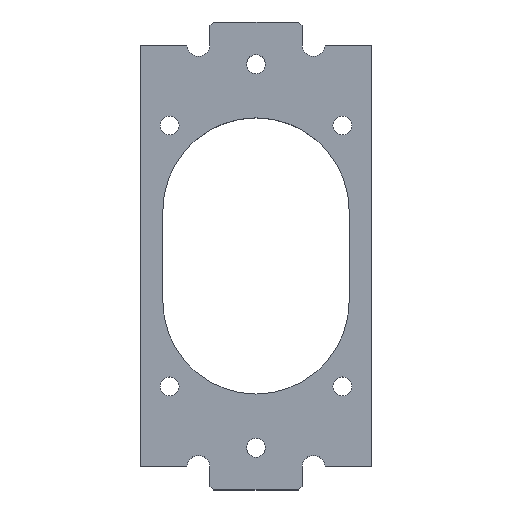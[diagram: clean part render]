
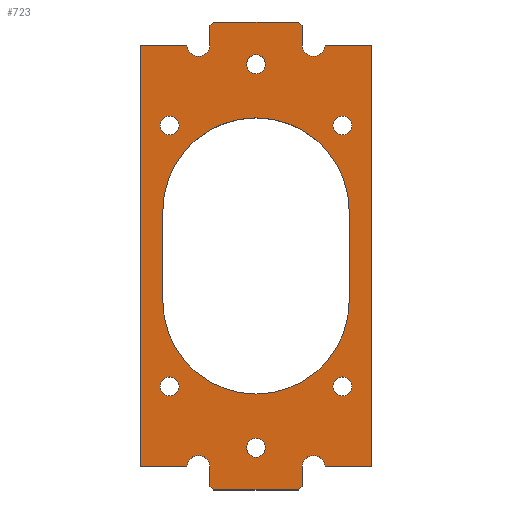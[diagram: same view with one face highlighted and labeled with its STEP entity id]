
A CAD part, top view. The second image highlights one B-rep face of the part: STEP entity #723.
In plain terms, the highlighted planar face has unit normal (0, 0, 1).
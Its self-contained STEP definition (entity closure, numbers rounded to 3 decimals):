
#15=FACE_BOUND('',#104,.T.);
#16=FACE_BOUND('',#105,.T.);
#17=FACE_BOUND('',#106,.T.);
#18=FACE_BOUND('',#107,.T.);
#19=FACE_BOUND('',#108,.T.);
#20=FACE_BOUND('',#109,.T.);
#21=FACE_BOUND('',#110,.T.);
#37=PLANE('',#790);
#63=FACE_OUTER_BOUND('',#103,.T.);
#103=EDGE_LOOP('',(#515,#516,#517,#518,#519,#520,#521,#522,#523,#524,#525,
#526,#527,#528,#529,#530,#531,#532,#533,#534));
#104=EDGE_LOOP('',(#535));
#105=EDGE_LOOP('',(#536));
#106=EDGE_LOOP('',(#537));
#107=EDGE_LOOP('',(#538));
#108=EDGE_LOOP('',(#539));
#109=EDGE_LOOP('',(#540));
#110=EDGE_LOOP('',(#541,#542,#543,#544));
#159=LINE('',#1090,#229);
#161=LINE('',#1094,#231);
#164=LINE('',#1100,#234);
#165=LINE('',#1104,#235);
#166=LINE('',#1106,#236);
#167=LINE('',#1108,#237);
#168=LINE('',#1112,#238);
#169=LINE('',#1114,#239);
#170=LINE('',#1116,#240);
#171=LINE('',#1118,#241);
#172=LINE('',#1120,#242);
#173=LINE('',#1124,#243);
#174=LINE('',#1126,#244);
#175=LINE('',#1128,#245);
#176=LINE('',#1132,#246);
#177=LINE('',#1133,#247);
#178=LINE('',#1150,#248);
#179=LINE('',#1153,#249);
#229=VECTOR('',#876,10.);
#231=VECTOR('',#880,10.);
#234=VECTOR('',#885,10.);
#235=VECTOR('',#888,10.);
#236=VECTOR('',#889,10.);
#237=VECTOR('',#890,10.);
#238=VECTOR('',#893,10.);
#239=VECTOR('',#894,10.);
#240=VECTOR('',#895,10.);
#241=VECTOR('',#896,10.);
#242=VECTOR('',#897,10.);
#243=VECTOR('',#900,10.);
#244=VECTOR('',#901,10.);
#245=VECTOR('',#902,10.);
#246=VECTOR('',#905,10.);
#247=VECTOR('',#906,10.);
#248=VECTOR('',#921,10.);
#249=VECTOR('',#924,10.);
#299=CIRCLE('',#791,1.5);
#300=CIRCLE('',#792,1.5);
#301=CIRCLE('',#793,1.5);
#302=CIRCLE('',#794,1.5);
#303=CIRCLE('',#795,1.23);
#304=CIRCLE('',#796,1.23);
#305=CIRCLE('',#797,1.23);
#306=CIRCLE('',#798,1.23);
#307=CIRCLE('',#799,1.23);
#308=CIRCLE('',#800,1.23);
#309=CIRCLE('',#801,12.15);
#310=CIRCLE('',#802,12.15);
#333=VERTEX_POINT('',#1087);
#334=VERTEX_POINT('',#1089);
#335=VERTEX_POINT('',#1093);
#337=VERTEX_POINT('',#1099);
#338=VERTEX_POINT('',#1101);
#339=VERTEX_POINT('',#1103);
#340=VERTEX_POINT('',#1105);
#341=VERTEX_POINT('',#1107);
#342=VERTEX_POINT('',#1109);
#343=VERTEX_POINT('',#1111);
#344=VERTEX_POINT('',#1113);
#345=VERTEX_POINT('',#1115);
#346=VERTEX_POINT('',#1117);
#347=VERTEX_POINT('',#1119);
#348=VERTEX_POINT('',#1121);
#349=VERTEX_POINT('',#1123);
#350=VERTEX_POINT('',#1125);
#351=VERTEX_POINT('',#1127);
#352=VERTEX_POINT('',#1129);
#353=VERTEX_POINT('',#1131);
#354=VERTEX_POINT('',#1134);
#355=VERTEX_POINT('',#1136);
#356=VERTEX_POINT('',#1138);
#357=VERTEX_POINT('',#1140);
#358=VERTEX_POINT('',#1142);
#359=VERTEX_POINT('',#1144);
#360=VERTEX_POINT('',#1146);
#361=VERTEX_POINT('',#1147);
#362=VERTEX_POINT('',#1149);
#363=VERTEX_POINT('',#1151);
#403=EDGE_CURVE('',#333,#334,#159,.T.);
#405=EDGE_CURVE('',#335,#334,#161,.T.);
#408=EDGE_CURVE('',#333,#337,#164,.T.);
#409=EDGE_CURVE('',#337,#338,#299,.T.);
#410=EDGE_CURVE('',#338,#339,#165,.T.);
#411=EDGE_CURVE('',#339,#340,#166,.T.);
#412=EDGE_CURVE('',#340,#341,#167,.T.);
#413=EDGE_CURVE('',#341,#342,#300,.T.);
#414=EDGE_CURVE('',#342,#343,#168,.T.);
#415=EDGE_CURVE('',#344,#343,#169,.T.);
#416=EDGE_CURVE('',#344,#345,#170,.T.);
#417=EDGE_CURVE('',#346,#345,#171,.T.);
#418=EDGE_CURVE('',#346,#347,#172,.T.);
#419=EDGE_CURVE('',#347,#348,#301,.T.);
#420=EDGE_CURVE('',#348,#349,#173,.T.);
#421=EDGE_CURVE('',#349,#350,#174,.T.);
#422=EDGE_CURVE('',#350,#351,#175,.T.);
#423=EDGE_CURVE('',#351,#352,#302,.T.);
#424=EDGE_CURVE('',#352,#353,#176,.T.);
#425=EDGE_CURVE('',#335,#353,#177,.T.);
#426=EDGE_CURVE('',#354,#354,#303,.T.);
#427=EDGE_CURVE('',#355,#355,#304,.T.);
#428=EDGE_CURVE('',#356,#356,#305,.T.);
#429=EDGE_CURVE('',#357,#357,#306,.T.);
#430=EDGE_CURVE('',#358,#358,#307,.T.);
#431=EDGE_CURVE('',#359,#359,#308,.T.);
#432=EDGE_CURVE('',#360,#361,#309,.T.);
#433=EDGE_CURVE('',#361,#362,#178,.T.);
#434=EDGE_CURVE('',#362,#363,#310,.T.);
#435=EDGE_CURVE('',#363,#360,#179,.T.);
#515=ORIENTED_EDGE('',*,*,#403,.F.);
#516=ORIENTED_EDGE('',*,*,#408,.T.);
#517=ORIENTED_EDGE('',*,*,#409,.T.);
#518=ORIENTED_EDGE('',*,*,#410,.T.);
#519=ORIENTED_EDGE('',*,*,#411,.T.);
#520=ORIENTED_EDGE('',*,*,#412,.T.);
#521=ORIENTED_EDGE('',*,*,#413,.T.);
#522=ORIENTED_EDGE('',*,*,#414,.T.);
#523=ORIENTED_EDGE('',*,*,#415,.F.);
#524=ORIENTED_EDGE('',*,*,#416,.T.);
#525=ORIENTED_EDGE('',*,*,#417,.F.);
#526=ORIENTED_EDGE('',*,*,#418,.T.);
#527=ORIENTED_EDGE('',*,*,#419,.T.);
#528=ORIENTED_EDGE('',*,*,#420,.T.);
#529=ORIENTED_EDGE('',*,*,#421,.T.);
#530=ORIENTED_EDGE('',*,*,#422,.T.);
#531=ORIENTED_EDGE('',*,*,#423,.T.);
#532=ORIENTED_EDGE('',*,*,#424,.T.);
#533=ORIENTED_EDGE('',*,*,#425,.F.);
#534=ORIENTED_EDGE('',*,*,#405,.T.);
#535=ORIENTED_EDGE('',*,*,#426,.T.);
#536=ORIENTED_EDGE('',*,*,#427,.T.);
#537=ORIENTED_EDGE('',*,*,#428,.T.);
#538=ORIENTED_EDGE('',*,*,#429,.T.);
#539=ORIENTED_EDGE('',*,*,#430,.T.);
#540=ORIENTED_EDGE('',*,*,#431,.T.);
#541=ORIENTED_EDGE('',*,*,#432,.T.);
#542=ORIENTED_EDGE('',*,*,#433,.T.);
#543=ORIENTED_EDGE('',*,*,#434,.T.);
#544=ORIENTED_EDGE('',*,*,#435,.T.);
#723=ADVANCED_FACE('',(#63,#15,#16,#17,#18,#19,#20,#21),#37,.T.);
#790=AXIS2_PLACEMENT_3D('',#1098,#883,#884);
#791=AXIS2_PLACEMENT_3D('',#1102,#886,#887);
#792=AXIS2_PLACEMENT_3D('',#1110,#891,#892);
#793=AXIS2_PLACEMENT_3D('',#1122,#898,#899);
#794=AXIS2_PLACEMENT_3D('',#1130,#903,#904);
#795=AXIS2_PLACEMENT_3D('',#1135,#907,#908);
#796=AXIS2_PLACEMENT_3D('',#1137,#909,#910);
#797=AXIS2_PLACEMENT_3D('',#1139,#911,#912);
#798=AXIS2_PLACEMENT_3D('',#1141,#913,#914);
#799=AXIS2_PLACEMENT_3D('',#1143,#915,#916);
#800=AXIS2_PLACEMENT_3D('',#1145,#917,#918);
#801=AXIS2_PLACEMENT_3D('',#1148,#919,#920);
#802=AXIS2_PLACEMENT_3D('',#1152,#922,#923);
#876=DIRECTION('',(0.707,0.707,0.));
#880=DIRECTION('',(-1.,0.,0.));
#883=DIRECTION('center_axis',(0.,0.,1.));
#884=DIRECTION('ref_axis',(1.,0.,0.));
#885=DIRECTION('',(0.,-1.,0.));
#886=DIRECTION('center_axis',(0.,0.,-1.));
#887=DIRECTION('ref_axis',(1.,0.,0.));
#888=DIRECTION('',(-1.,0.,0.));
#889=DIRECTION('',(0.,-1.,0.));
#890=DIRECTION('',(1.,0.,0.));
#891=DIRECTION('center_axis',(0.,0.,-1.));
#892=DIRECTION('ref_axis',(-1.,0.,0.));
#893=DIRECTION('',(0.,-1.,0.));
#894=DIRECTION('',(-0.707,0.707,0.));
#895=DIRECTION('',(1.,0.,0.));
#896=DIRECTION('',(-0.707,-0.707,0.));
#897=DIRECTION('',(0.,1.,0.));
#898=DIRECTION('center_axis',(0.,0.,-1.));
#899=DIRECTION('ref_axis',(-1.,0.,0.));
#900=DIRECTION('',(1.,0.,0.));
#901=DIRECTION('',(0.,1.,0.));
#902=DIRECTION('',(-1.,0.,0.));
#903=DIRECTION('center_axis',(0.,0.,-1.));
#904=DIRECTION('ref_axis',(1.,0.,0.));
#905=DIRECTION('',(0.,1.,0.));
#906=DIRECTION('',(0.707,-0.707,0.));
#907=DIRECTION('center_axis',(0.,0.,-1.));
#908=DIRECTION('ref_axis',(1.,0.,0.));
#909=DIRECTION('center_axis',(0.,0.,-1.));
#910=DIRECTION('ref_axis',(1.,0.,0.));
#911=DIRECTION('center_axis',(0.,0.,-1.));
#912=DIRECTION('ref_axis',(1.,0.,0.));
#913=DIRECTION('center_axis',(0.,0.,-1.));
#914=DIRECTION('ref_axis',(1.,0.,0.));
#915=DIRECTION('center_axis',(0.,0.,-1.));
#916=DIRECTION('ref_axis',(1.,0.,0.));
#917=DIRECTION('center_axis',(0.,0.,-1.));
#918=DIRECTION('ref_axis',(1.,0.,0.));
#919=DIRECTION('center_axis',(0.,0.,-1.));
#920=DIRECTION('ref_axis',(-1.,0.,0.));
#921=DIRECTION('',(0.,1.,0.));
#922=DIRECTION('center_axis',(0.,0.,-1.));
#923=DIRECTION('ref_axis',(1.,0.,0.));
#924=DIRECTION('',(0.,-1.,0.));
#1087=CARTESIAN_POINT('',(-6.,30.,0.));
#1089=CARTESIAN_POINT('',(-5.5,30.5,0.));
#1090=CARTESIAN_POINT('',(-4.625,31.375,0.));
#1093=CARTESIAN_POINT('',(5.5,30.5,0.));
#1094=CARTESIAN_POINT('',(6.,30.5,0.));
#1098=CARTESIAN_POINT('Origin',(0.,29.,0.));
#1099=CARTESIAN_POINT('',(-6.,27.5,0.));
#1100=CARTESIAN_POINT('',(-6.,30.5,0.));
#1101=CARTESIAN_POINT('',(-9.,27.5,0.));
#1102=CARTESIAN_POINT('Origin',(-7.5,27.5,0.));
#1103=CARTESIAN_POINT('',(-15.,27.5,0.));
#1104=CARTESIAN_POINT('',(15.,27.5,0.));
#1105=CARTESIAN_POINT('',(-15.,-27.5,0.));
#1106=CARTESIAN_POINT('',(-15.,27.5,0.));
#1107=CARTESIAN_POINT('',(-9.,-27.5,0.));
#1108=CARTESIAN_POINT('',(-15.,-27.5,0.));
#1109=CARTESIAN_POINT('',(-6.,-27.5,0.));
#1110=CARTESIAN_POINT('Origin',(-7.5,-27.5,0.));
#1111=CARTESIAN_POINT('',(-6.,-30.,0.));
#1112=CARTESIAN_POINT('',(-6.,-27.5,0.));
#1113=CARTESIAN_POINT('',(-5.5,-30.5,0.));
#1114=CARTESIAN_POINT('',(-19.125,-16.875,0.));
#1115=CARTESIAN_POINT('',(5.5,-30.5,0.));
#1116=CARTESIAN_POINT('',(-6.,-30.5,0.));
#1117=CARTESIAN_POINT('',(6.,-30.,0.));
#1118=CARTESIAN_POINT('',(19.125,-16.875,0.));
#1119=CARTESIAN_POINT('',(6.,-27.5,0.));
#1120=CARTESIAN_POINT('',(6.,-30.5,0.));
#1121=CARTESIAN_POINT('',(9.,-27.5,0.));
#1122=CARTESIAN_POINT('Origin',(7.5,-27.5,0.));
#1123=CARTESIAN_POINT('',(15.,-27.5,0.));
#1124=CARTESIAN_POINT('',(-15.,-27.5,0.));
#1125=CARTESIAN_POINT('',(15.,27.5,0.));
#1126=CARTESIAN_POINT('',(15.,-27.5,0.));
#1127=CARTESIAN_POINT('',(9.,27.5,0.));
#1128=CARTESIAN_POINT('',(15.,27.5,0.));
#1129=CARTESIAN_POINT('',(6.,27.5,0.));
#1130=CARTESIAN_POINT('Origin',(7.5,27.5,0.));
#1131=CARTESIAN_POINT('',(6.,30.,0.));
#1132=CARTESIAN_POINT('',(6.,27.5,0.));
#1133=CARTESIAN_POINT('',(4.625,31.375,0.));
#1134=CARTESIAN_POINT('',(-1.23,25.,0.));
#1135=CARTESIAN_POINT('Origin',(0.,25.,0.));
#1136=CARTESIAN_POINT('',(-1.23,-25.,0.));
#1137=CARTESIAN_POINT('Origin',(0.,-25.,0.));
#1138=CARTESIAN_POINT('',(10.021,-17.,0.));
#1139=CARTESIAN_POINT('Origin',(11.25,-17.,0.));
#1140=CARTESIAN_POINT('',(-12.48,-17.,0.));
#1141=CARTESIAN_POINT('Origin',(-11.25,-17.,0.));
#1142=CARTESIAN_POINT('',(-12.48,17.,0.));
#1143=CARTESIAN_POINT('Origin',(-11.25,17.,0.));
#1144=CARTESIAN_POINT('',(10.02,17.,0.));
#1145=CARTESIAN_POINT('Origin',(11.25,17.,0.));
#1146=CARTESIAN_POINT('',(12.15,-5.85,0.));
#1147=CARTESIAN_POINT('',(-12.15,-5.85,0.));
#1148=CARTESIAN_POINT('Origin',(0.,-5.85,
0.));
#1149=CARTESIAN_POINT('',(-12.15,5.85,0.));
#1150=CARTESIAN_POINT('',(-12.15,11.575,0.));
#1151=CARTESIAN_POINT('',(12.15,5.85,0.));
#1152=CARTESIAN_POINT('Origin',(0.,5.85,
0.));
#1153=CARTESIAN_POINT('',(12.15,17.425,0.));
